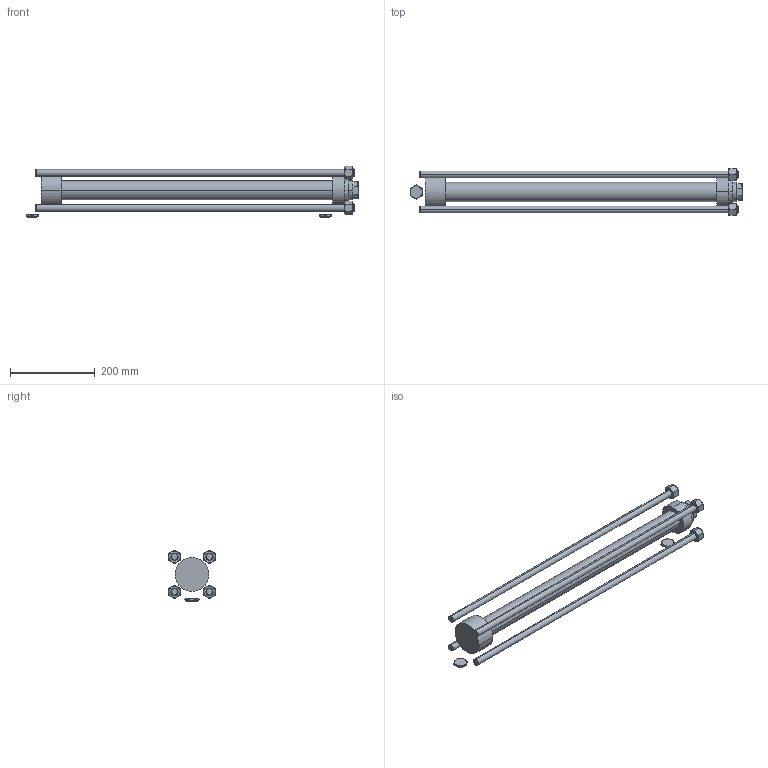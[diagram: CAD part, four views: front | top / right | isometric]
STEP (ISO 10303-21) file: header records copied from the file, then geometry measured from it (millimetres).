
FILE_DESCRIPTION (( 'STEP AP203' ), '1' );
FILE_NAME ('603d.STEP', '2022-04-16T12:53:28', ( '' ), ( '' ), 'SwSTEP 2.0', 'SolidWorks 2019', '' );
FILE_SCHEMA (( 'CONFIG_CONTROL_DESIGN' ));
Length unit declared in the file: millimetre
Products named in the file (7): Zatka_pro_OIL_PORT ab62a71cc2d1f782673c0d0d29de8609; V215CR_H_Body ab62a71cc2d1f782673c0d0d29de8609; V215_VC_A ab62a71cc2d1f782673c0d0d29de8609; NUT_M5_H ab62a71cc2d1f782673c0d0d29de8609; V215CR_TYCINKA_H ab62a71cc2d1f782673c0d0d29de8609; V215CR_VCP_H ab62a71cc2d1f782673c0d0d29de8609; 603d
Assembly tree (13 placements, depth 2):
  603d
    V215CR_H_Body ab62a71cc2d1f782673c0d0d29de8609
    V215CR_VCP_H ab62a71cc2d1f782673c0d0d29de8609
    V215CR_TYCINKA_H ab62a71cc2d1f782673c0d0d29de8609  x4
    NUT_M5_H ab62a71cc2d1f782673c0d0d29de8609  x4
    V215_VC_A ab62a71cc2d1f782673c0d0d29de8609
    Zatka_pro_OIL_PORT ab62a71cc2d1f782673c0d0d29de8609  x2
Bounding box: 782.53 x 109.75 x 121.47 mm (x, y, z)
Volume: 2022221.9 mm3; surface area: 314972.7 mm2
Topology: 12 solids, 12 shells, 349 faces, 798 edges, 481 vertices
Faces by surface type: plane 151, cone 144, cylinder 46, torus 8
Entity records: 52425 total; most frequent: CARTESIAN_POINT 27825, ORIENTED_EDGE 5532, DIRECTION 3578, EDGE_CURVE 2766, VERTEX_POINT 1809, VECTOR 1642, LINE 1642, EDGE_LOOP 1223
